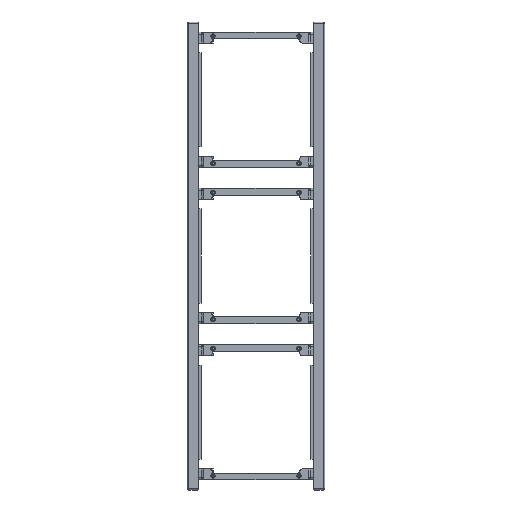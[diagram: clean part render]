
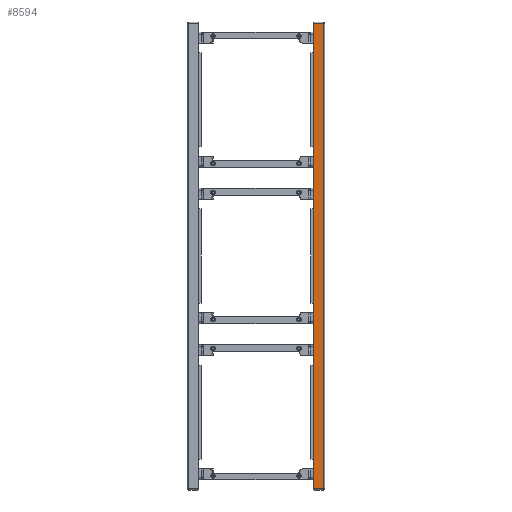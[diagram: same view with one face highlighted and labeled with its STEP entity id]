
A CAD part, left-side view. The second image highlights one B-rep face of the part: STEP entity #8594.
In plain terms, the highlighted planar face has unit normal (-1, 0, 0).
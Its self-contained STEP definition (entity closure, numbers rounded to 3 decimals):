
#259 = DIRECTION ( 'NONE',  ( 0., 0., 1. ) ) ;
#2080 = CARTESIAN_POINT ( 'NONE',  ( 0., 8.5, 0. ) ) ;
#2318 = VECTOR ( 'NONE', #259, 1000. ) ;
#2495 = VERTEX_POINT ( 'NONE', #20142 ) ;
#2642 = LINE ( 'NONE', #22084, #3197 ) ;
#3197 = VECTOR ( 'NONE', #16860, 1000. ) ;
#3474 = CARTESIAN_POINT ( 'NONE',  ( 0., 1., 0. ) ) ;
#4005 = VERTEX_POINT ( 'NONE', #21785 ) ;
#4435 = EDGE_LOOP ( 'NONE', ( #14477, #17565, #18452, #5105 ) ) ;
#5053 = DIRECTION ( 'NONE',  ( 0., 0., 1. ) ) ;
#5102 = CARTESIAN_POINT ( 'NONE',  ( 0., 8.5, 0. ) ) ;
#5105 = ORIENTED_EDGE ( 'NONE', *, *, #21347, .T. ) ;
#5177 = PLANE ( 'NONE',  #17623 ) ;
#6357 = DIRECTION ( 'NONE',  ( 0., 1., 0. ) ) ;
#6893 = VECTOR ( 'NONE', #5053, 1000. ) ;
#7431 = LINE ( 'NONE', #2080, #2318 ) ;
#7858 = VERTEX_POINT ( 'NONE', #13258 ) ;
#7977 = VECTOR ( 'NONE', #6357, 1000. ) ;
#8594 = ADVANCED_FACE ( 'NONE', ( #13602 ), #5177, .F. ) ;
#9073 = LINE ( 'NONE', #19665, #7977 ) ;
#9901 = VERTEX_POINT ( 'NONE', #13631 ) ;
#11044 = EDGE_CURVE ( 'NONE', #7858, #2495, #2642, .T. ) ;
#11735 = LINE ( 'NONE', #3474, #6893 ) ;
#12141 = EDGE_CURVE ( 'NONE', #7858, #4005, #7431, .T. ) ;
#12167 = DIRECTION ( 'NONE',  ( 1., 0., 0. ) ) ;
#13258 = CARTESIAN_POINT ( 'NONE',  ( 0., 8.5, 1. ) ) ;
#13602 = FACE_OUTER_BOUND ( 'NONE', #4435, .T. ) ;
#13631 = CARTESIAN_POINT ( 'NONE',  ( 0., 1., 339.5 ) ) ;
#14477 = ORIENTED_EDGE ( 'NONE', *, *, #12141, .F. ) ;
#16860 = DIRECTION ( 'NONE',  ( 0., -1., 0. ) ) ;
#17565 = ORIENTED_EDGE ( 'NONE', *, *, #11044, .T. ) ;
#17623 = AXIS2_PLACEMENT_3D ( 'NONE', #5102, #12167, #18914 ) ;
#18452 = ORIENTED_EDGE ( 'NONE', *, *, #22101, .T. ) ;
#18914 = DIRECTION ( 'NONE',  ( 0., 0., -1. ) ) ;
#19665 = CARTESIAN_POINT ( 'NONE',  ( 0., 8.5, 339.5 ) ) ;
#20142 = CARTESIAN_POINT ( 'NONE',  ( 0., 1., 1. ) ) ;
#21347 = EDGE_CURVE ( 'NONE', #9901, #4005, #9073, .T. ) ;
#21785 = CARTESIAN_POINT ( 'NONE',  ( 0., 8.5, 339.5 ) ) ;
#22084 = CARTESIAN_POINT ( 'NONE',  ( 0., 0., 1. ) ) ;
#22101 = EDGE_CURVE ( 'NONE', #2495, #9901, #11735, .T. ) ;
